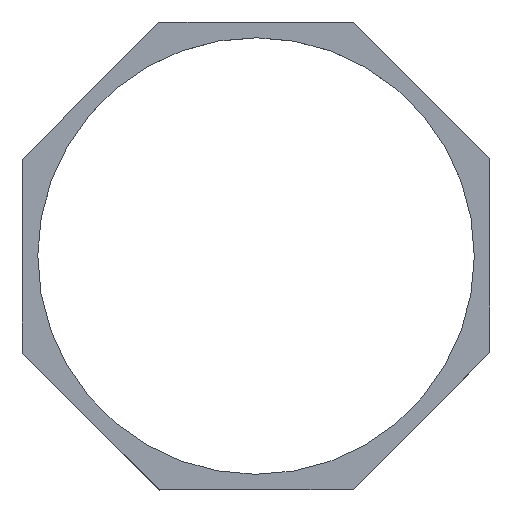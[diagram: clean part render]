
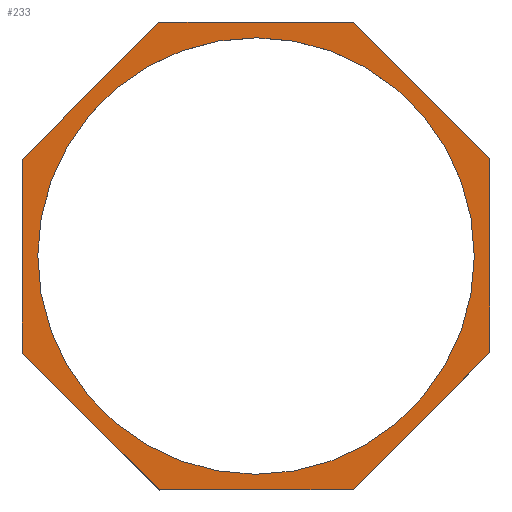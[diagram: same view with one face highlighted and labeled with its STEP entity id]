
A CAD part, top view. The second image highlights one B-rep face of the part: STEP entity #233.
In plain terms, the highlighted planar face has unit normal (0, 0, 1).
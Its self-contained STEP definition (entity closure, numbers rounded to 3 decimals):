
#15=FACE_BOUND('',#51,.T.);
#26=PLANE('',#261);
#38=FACE_OUTER_BOUND('',#50,.T.);
#50=EDGE_LOOP('',(#202,#203,#204,#205,#206,#207,#208,#209,#210));
#51=EDGE_LOOP('',(#211));
#57=LINE('',#335,#85);
#60=LINE('',#341,#88);
#63=LINE('',#347,#91);
#66=LINE('',#353,#94);
#69=LINE('',#359,#97);
#72=LINE('',#365,#100);
#75=LINE('',#371,#103);
#78=LINE('',#377,#106);
#81=LINE('',#381,#109);
#85=VECTOR('',#276,10.);
#88=VECTOR('',#281,10.);
#91=VECTOR('',#286,10.);
#94=VECTOR('',#291,10.);
#97=VECTOR('',#296,10.);
#100=VECTOR('',#301,10.);
#103=VECTOR('',#306,10.);
#106=VECTOR('',#311,10.);
#109=VECTOR('',#316,10.);
#110=CIRCLE('',#250,140.);
#112=VERTEX_POINT('',#323);
#116=VERTEX_POINT('',#332);
#117=VERTEX_POINT('',#334);
#119=VERTEX_POINT('',#340);
#121=VERTEX_POINT('',#346);
#123=VERTEX_POINT('',#352);
#125=VERTEX_POINT('',#358);
#127=VERTEX_POINT('',#364);
#129=VERTEX_POINT('',#370);
#131=VERTEX_POINT('',#376);
#132=EDGE_CURVE('',#112,#112,#110,.T.);
#137=EDGE_CURVE('',#117,#116,#57,.F.);
#140=EDGE_CURVE('',#119,#117,#60,.F.);
#143=EDGE_CURVE('',#121,#119,#63,.F.);
#146=EDGE_CURVE('',#123,#121,#66,.F.);
#149=EDGE_CURVE('',#125,#123,#69,.F.);
#152=EDGE_CURVE('',#127,#125,#72,.F.);
#155=EDGE_CURVE('',#129,#127,#75,.F.);
#158=EDGE_CURVE('',#131,#129,#78,.F.);
#161=EDGE_CURVE('',#116,#131,#81,.F.);
#202=ORIENTED_EDGE('',*,*,#161,.T.);
#203=ORIENTED_EDGE('',*,*,#158,.T.);
#204=ORIENTED_EDGE('',*,*,#155,.T.);
#205=ORIENTED_EDGE('',*,*,#152,.T.);
#206=ORIENTED_EDGE('',*,*,#149,.T.);
#207=ORIENTED_EDGE('',*,*,#146,.T.);
#208=ORIENTED_EDGE('',*,*,#143,.T.);
#209=ORIENTED_EDGE('',*,*,#140,.T.);
#210=ORIENTED_EDGE('',*,*,#137,.T.);
#211=ORIENTED_EDGE('',*,*,#132,.T.);
#233=ADVANCED_FACE('',(#38,#15),#26,.T.);
#250=AXIS2_PLACEMENT_3D('',#324,#267,#268);
#261=AXIS2_PLACEMENT_3D('',#382,#317,#318);
#267=DIRECTION('center_axis',(0.,0.,-1.));
#268=DIRECTION('ref_axis',(-1.,0.003,0.));
#276=DIRECTION('',(-0.706,-0.708,0.));
#281=DIRECTION('',(-1.,-0.001,0.));
#286=DIRECTION('',(-0.708,0.706,0.));
#291=DIRECTION('',(-0.001,1.,0.));
#296=DIRECTION('',(0.706,0.708,0.));
#301=DIRECTION('',(1.,0.001,0.));
#306=DIRECTION('',(0.708,-0.706,0.));
#311=DIRECTION('',(0.001,-1.,0.));
#316=DIRECTION('',(-0.003,-1.,0.));
#317=DIRECTION('center_axis',(0.,0.,1.));
#318=DIRECTION('ref_axis',(1.,-0.003,0.));
#323=CARTESIAN_POINT('',(139.299,-2.189,15.));
#324=CARTESIAN_POINT('Origin',(-0.7,-1.7,15.));
#332=CARTESIAN_POINT('',(149.212,-63.771,15.));
#334=CARTESIAN_POINT('',(61.594,-151.588,15.));
#335=CARTESIAN_POINT('',(83.434,-129.698,15.));
#340=CARTESIAN_POINT('',(-62.668,-151.729,15.));
#341=CARTESIAN_POINT('',(-31.757,-151.694,15.));
#346=CARTESIAN_POINT('',(-150.634,-63.963,15.));
#347=CARTESIAN_POINT('',(-128.744,-85.803,15.));
#352=CARTESIAN_POINT('',(-150.775,60.299,15.));
#353=CARTESIAN_POINT('',(-150.74,29.351,15.));
#358=CARTESIAN_POINT('',(-63.008,148.265,15.));
#359=CARTESIAN_POINT('',(-84.886,126.338,15.));
#364=CARTESIAN_POINT('',(61.253,148.406,15.));
#365=CARTESIAN_POINT('',(30.268,148.371,15.));
#370=CARTESIAN_POINT('',(149.219,60.639,15.));
#371=CARTESIAN_POINT('',(127.292,82.517,15.));
#376=CARTESIAN_POINT('',(149.324,-31.774,15.));
#377=CARTESIAN_POINT('',(149.307,-16.633,15.));
#381=CARTESIAN_POINT('',(149.319,-33.095,15.));
#382=CARTESIAN_POINT('Origin',(-0.782,-1.661,15.));
